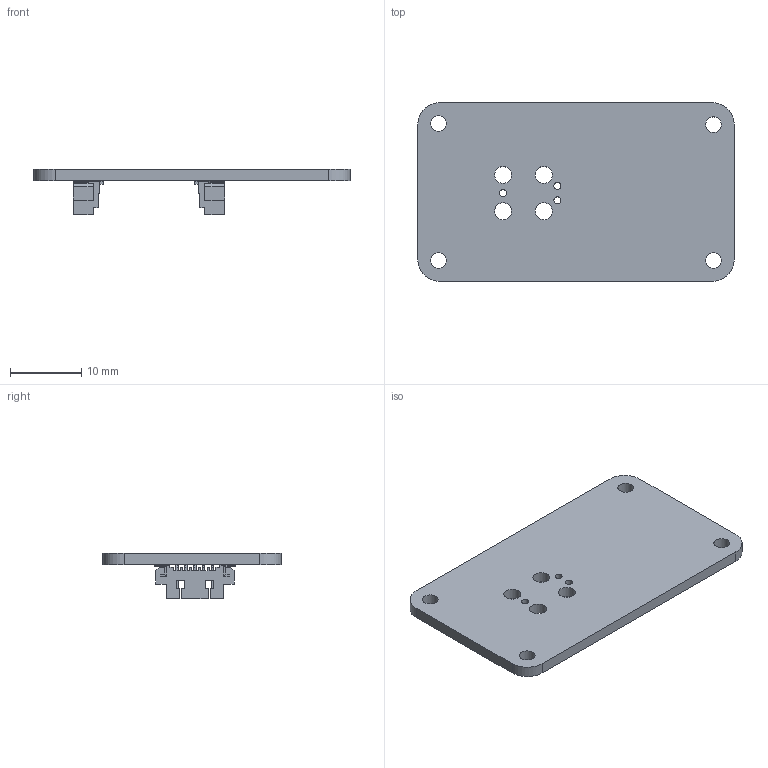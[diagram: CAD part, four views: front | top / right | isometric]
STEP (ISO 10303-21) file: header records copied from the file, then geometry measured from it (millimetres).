
FILE_DESCRIPTION(('KiCad electronic assembly'),'2;1');
FILE_NAME('Tag Connector.step','2023-03-27T19:57:14',('An Author'),( 'A Company'),'Open CASCADE STEP processor 7.5', 'KiCad to STEP converter','Unknown');
FILE_SCHEMA(('AUTOMOTIVE_DESIGN { 1 0 10303 214 1 1 1 1 }'));
Length unit declared in the file: millimetre
Products named in the file (4): Open CASCADE STEP translator 7.5 1; Molex_PicoBlade_53398-0571_1x05-1MP_P1.25mm_Vertical; SOLID; COMPOUND
Assembly tree (4 placements, depth 3):
  Open CASCADE STEP translator 7.5 1
    Molex_PicoBlade_53398-0571_1x05-1MP_P1.25mm_Vertical  x2
      SOLID
    COMPOUND
Bounding box: 44.3 x 25 x 6.35 mm (x, y, z)
Volume: 1861.8 mm3; surface area: 3030.4 mm2
Topology: 3 solids, 3 shells, 423 faces, 1167 edges, 770 vertices
Faces by surface type: plane 392, cylinder 31
Full cylindrical faces by diameter (mm): 0.991 x3, 2.2 x4, 2.375 x4
Entity records: 16482 total; most frequent: CARTESIAN_POINT 2533, DIRECTION 2329, LINE 1734, VECTOR 1734, ORIENTED_EDGE 1224, PCURVE 1224, DEFINITIONAL_REPRESENTATION 1224, EDGE_CURVE 612
